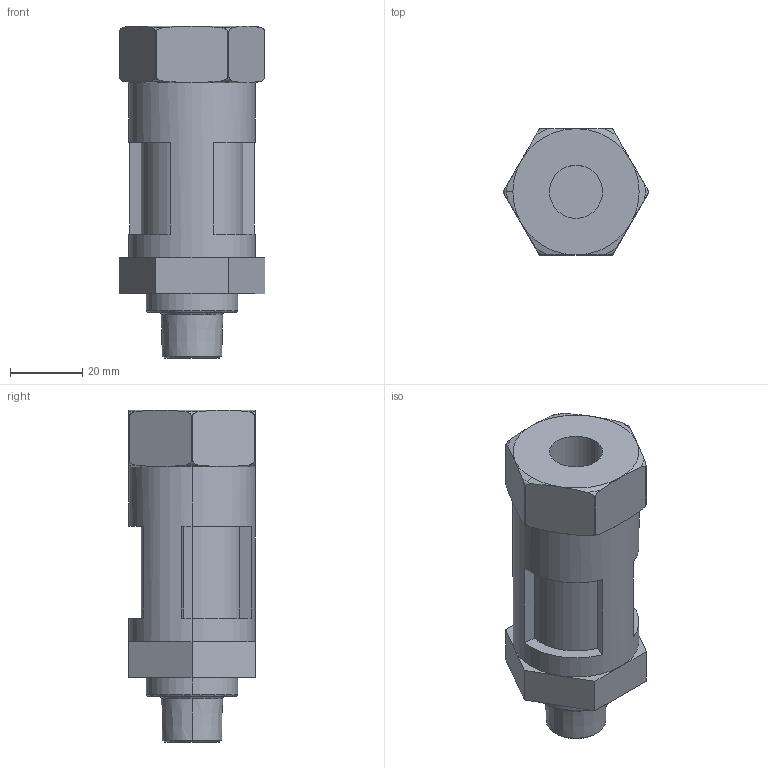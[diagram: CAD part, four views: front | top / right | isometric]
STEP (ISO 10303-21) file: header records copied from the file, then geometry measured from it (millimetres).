
FILE_DESCRIPTION (( 'STEP AP203' ), '1' );
FILE_NAME ('MF-0404-N.step', '2024-08-21T11:20:46', ( '' ), ( '' ), 'SwSTEP 2.0', 'SolidWorks 2023', '' );
FILE_SCHEMA (( 'CONFIG_CONTROL_DESIGN' ));
Length unit declared in the file: inch
Products named in the file (1): MF-0404-N
Bounding box: 40.33 x 34.92 x 91.81 mm (x, y, z)
Volume: 45773.9 mm3; surface area: 22202.5 mm2
Topology: 2 solids, 2 shells, 97 faces, 252 edges, 161 vertices
Faces by surface type: plane 40, cylinder 23, cone 18, bspline 16
Entity records: 4287 total; most frequent: CARTESIAN_POINT 1908, ORIENTED_EDGE 504, DIRECTION 461, EDGE_CURVE 252, AXIS2_PLACEMENT_3D 187, VERTEX_POINT 161, EDGE_LOOP 107, CIRCLE 105
